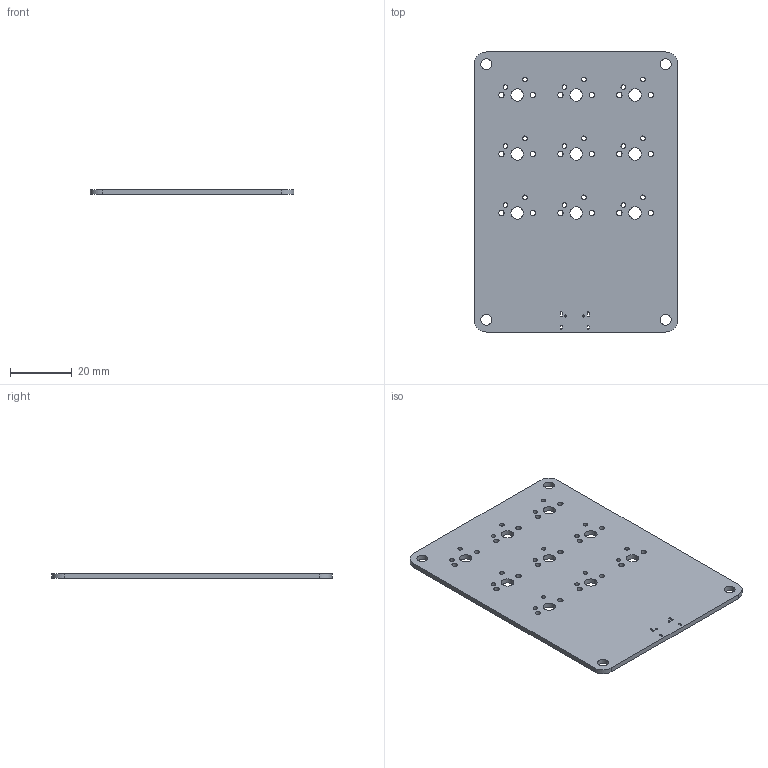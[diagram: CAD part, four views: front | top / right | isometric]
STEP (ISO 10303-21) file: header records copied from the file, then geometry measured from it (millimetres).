
FILE_DESCRIPTION(('KiCad electronic assembly'),'2;1');
FILE_NAME('9k-Keypad.step','2022-10-08T14:07:10',('Pcbnew'),('Kicad'), 'Open CASCADE STEP processor 7.6','KiCad to STEP converter','Unknown' );
FILE_SCHEMA(('AUTOMOTIVE_DESIGN { 1 0 10303 214 1 1 1 1 }'));
Length unit declared in the file: millimetre
Products named in the file (2): 9k-Keypad 1; 9k-Keypad PCB
Assembly tree (1 placements, depth 2):
  9k-Keypad 1
    9k-Keypad PCB
Bounding box: 65.88 x 90.49 x 1.6 mm (x, y, z)
Volume: 9150.9 mm3; surface area: 12499.7 mm2
Topology: 1 solids, 1 shells, 77 faces, 225 edges, 150 vertices
Faces by surface type: cylinder 63, plane 14
Full cylindrical faces by diameter (mm): 0.65 x2, 1.47 x18, 1.75 x18, 3.5 x4, 3.988 x9
Entity records: 6195 total; most frequent: CARTESIAN_POINT 1660, DIRECTION 833, ORIENTED_EDGE 450, PCURVE 450, DEFINITIONAL_REPRESENTATION 450, LINE 423, VECTOR 423, EDGE_CURVE 225
